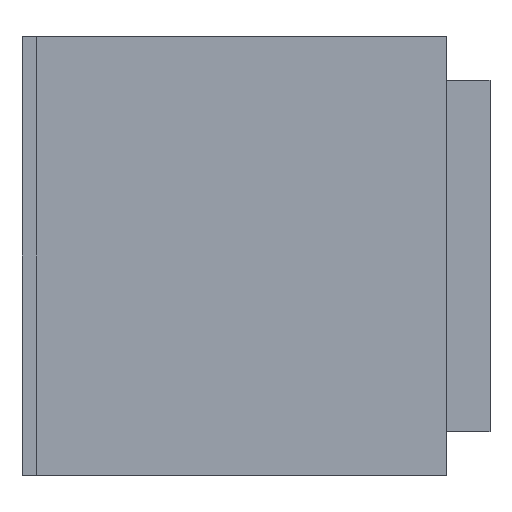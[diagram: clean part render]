
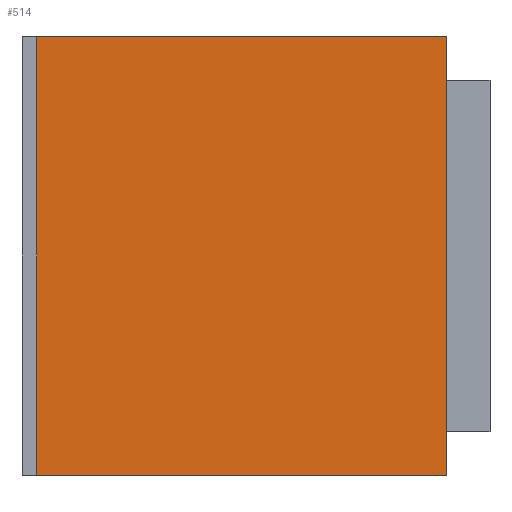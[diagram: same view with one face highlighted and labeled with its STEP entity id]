
A CAD part, left-side view. The second image highlights one B-rep face of the part: STEP entity #514.
In plain terms, the highlighted planar face has unit normal (-1, 0, 0).
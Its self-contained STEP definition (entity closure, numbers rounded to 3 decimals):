
#8 = CARTESIAN_POINT ( 'NONE',  ( -0.3, 0.03, 0.15 ) ) ;
#17 = CARTESIAN_POINT ( 'NONE',  ( -0.3, 0.31, 0.15 ) ) ;
#50 = CARTESIAN_POINT ( 'NONE',  ( -0.3, 0.31, -0.15 ) ) ;
#83 = ORIENTED_EDGE ( 'NONE', *, *, #611, .F. ) ;
#88 = VERTEX_POINT ( 'NONE', #453 ) ;
#95 = EDGE_LOOP ( 'NONE', ( #83, #679, #552, #141 ) ) ;
#103 = VERTEX_POINT ( 'NONE', #50 ) ;
#141 = ORIENTED_EDGE ( 'NONE', *, *, #390, .F. ) ;
#171 = DIRECTION ( 'NONE',  ( 1., 0., 0. ) ) ;
#186 = VECTOR ( 'NONE', #575, 1000. ) ;
#214 = LINE ( 'NONE', #425, #539 ) ;
#215 = DIRECTION ( 'NONE',  ( 0., 0., -1. ) ) ;
#216 = DIRECTION ( 'NONE',  ( 0., -1., 0. ) ) ;
#279 = CARTESIAN_POINT ( 'NONE',  ( -0.3, 0.03, 0.15 ) ) ;
#290 = VECTOR ( 'NONE', #216, 1000. ) ;
#291 = CARTESIAN_POINT ( 'NONE',  ( -0.3, 0.03, 0.15 ) ) ;
#298 = FACE_OUTER_BOUND ( 'NONE', #95, .T. ) ;
#330 = CARTESIAN_POINT ( 'NONE',  ( -0.3, 0.03, -0.15 ) ) ;
#336 = EDGE_CURVE ( 'NONE', #103, #88, #447, .T. ) ;
#359 = PLANE ( 'NONE',  #645 ) ;
#381 = LINE ( 'NONE', #8, #186 ) ;
#390 = EDGE_CURVE ( 'NONE', #512, #88, #674, .T. ) ;
#425 = CARTESIAN_POINT ( 'NONE',  ( -0.3, 0.31, 0.15 ) ) ;
#447 = LINE ( 'NONE', #330, #290 ) ;
#453 = CARTESIAN_POINT ( 'NONE',  ( -0.3, 0.03, -0.15 ) ) ;
#512 = VERTEX_POINT ( 'NONE', #291 ) ;
#514 = ADVANCED_FACE ( 'NONE', ( #298 ), #359, .F. ) ;
#523 = CARTESIAN_POINT ( 'NONE',  ( -0.3, 0.03, 0.15 ) ) ;
#539 = VECTOR ( 'NONE', #658, 1000. ) ;
#552 = ORIENTED_EDGE ( 'NONE', *, *, #336, .T. ) ;
#575 = DIRECTION ( 'NONE',  ( 0., -1., 0. ) ) ;
#611 = EDGE_CURVE ( 'NONE', #692, #512, #381, .T. ) ;
#643 = DIRECTION ( 'NONE',  ( 0., 0., -1. ) ) ;
#645 = AXIS2_PLACEMENT_3D ( 'NONE', #523, #171, #643 ) ;
#656 = EDGE_CURVE ( 'NONE', #103, #692, #214, .T. ) ;
#658 = DIRECTION ( 'NONE',  ( 0., 0., 1. ) ) ;
#674 = LINE ( 'NONE', #279, #749 ) ;
#679 = ORIENTED_EDGE ( 'NONE', *, *, #656, .F. ) ;
#692 = VERTEX_POINT ( 'NONE', #17 ) ;
#749 = VECTOR ( 'NONE', #215, 1000. ) ;
